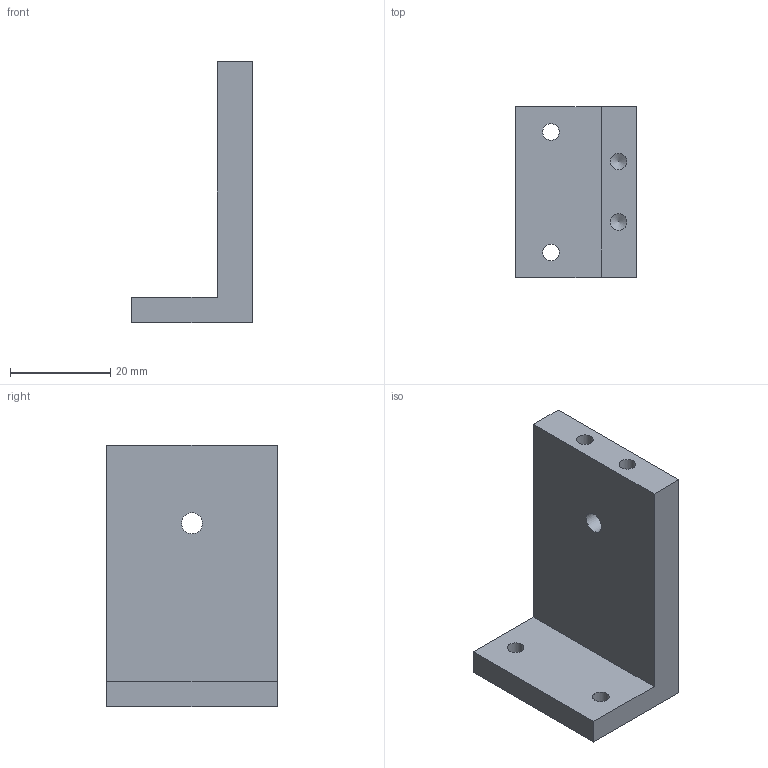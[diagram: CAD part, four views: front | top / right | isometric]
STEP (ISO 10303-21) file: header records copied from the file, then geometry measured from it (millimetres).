
FILE_DESCRIPTION(('FreeCAD Model'),'2;1');
FILE_NAME('Open CASCADE Shape Model','2024-10-17T16:16:03',(''),(''), 'Open CASCADE STEP processor 7.6','FreeCAD','Unknown');
FILE_SCHEMA(('AUTOMOTIVE_DESIGN { 1 0 10303 214 1 1 1 1 }'));
Length unit declared in the file: millimetre
Products named in the file (1): Body
Bounding box: 24 x 34 x 52 mm (x, y, z)
Volume: 14906.8 mm3; surface area: 6410.3 mm2
Topology: 1 solids, 1 shells, 15 faces, 37 edges, 24 vertices
Faces by surface type: plane 8, cylinder 5, cone 2
Full cylindrical faces by diameter (mm): 3.3 x4, 4.2 x1
Entity records: 924 total; most frequent: DIRECTION 147, CARTESIAN_POINT 145, LINE 87, VECTOR 87, ORIENTED_EDGE 70, PCURVE 70, DEFINITIONAL_REPRESENTATION 70, EDGE_CURVE 35
